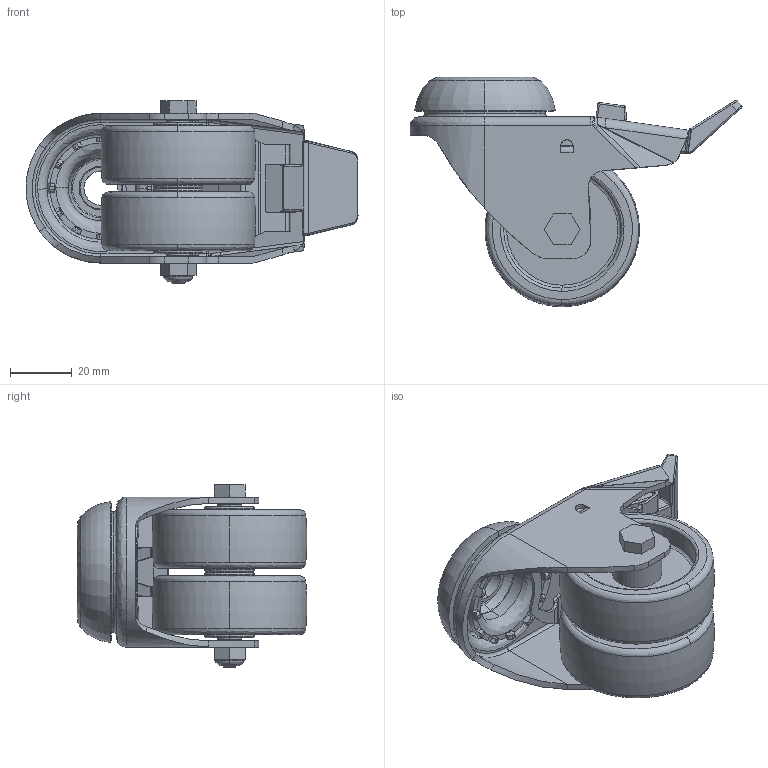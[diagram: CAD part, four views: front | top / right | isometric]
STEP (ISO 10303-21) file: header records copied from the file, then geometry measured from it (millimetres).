
FILE_DESCRIPTION (( 'STEP AP214' ), '1' );
FILE_NAME ('0010855INF.step', '2020-07-09T07:42:49', ( '' ), ( '' ), 'SwSTEP 2.0', 'SolidWorks 2018', '' );
FILE_SCHEMA (( 'AUTOMOTIVE_DESIGN' ));
Length unit declared in the file: millimetre
Products named in the file (1): 0010855INF
Bounding box: 107.4 x 74.23 x 59 mm (x, y, z)
Volume: 77088.8 mm3; surface area: 54347.4 mm2
Topology: 14 solids, 14 shells, 745 faces, 2001 edges, 1263 vertices
Faces by surface type: cylinder 251, plane 240, bspline 206, cone 40, torus 8
Entity records: 41235 total; most frequent: CARTESIAN_POINT 16019, ORIENTED_EDGE 3918, DIRECTION 2996, EDGE_CURVE 1959, VERTEX_POINT 1263, AXIS2_PLACEMENT_3D 1084, VECTOR 828, LINE 828
